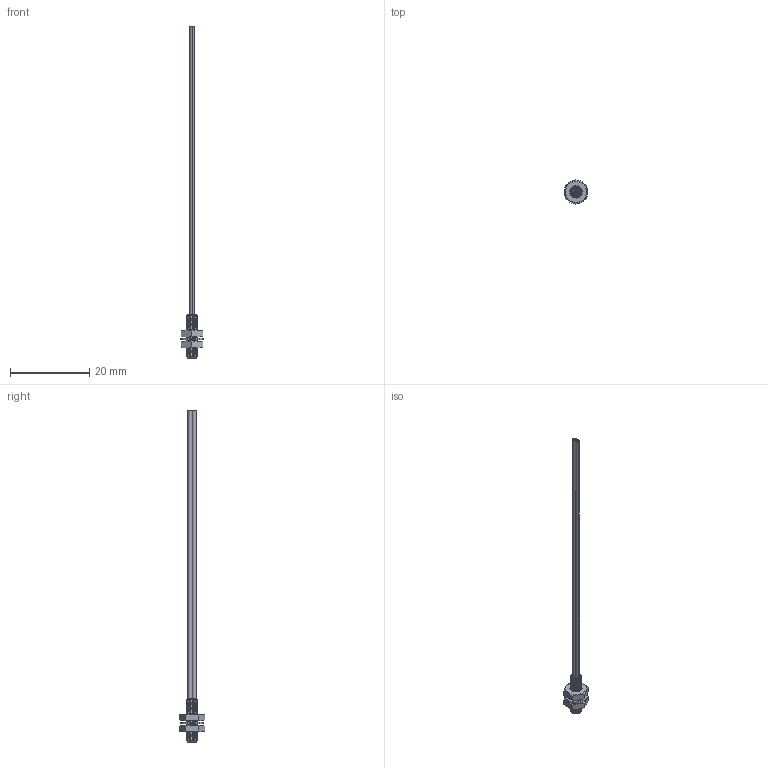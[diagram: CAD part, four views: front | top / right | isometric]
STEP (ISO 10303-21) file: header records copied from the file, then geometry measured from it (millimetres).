
FILE_DESCRIPTION((''),'2;1');
FILE_NAME('161900_ASM','2016-01-05T',('pdmadmin'),(''),'PRO/ENGINEER BY PARAMETRIC TECHNOLOGY CORPORATION, 2013230','PRO/ENGINEER BY PARAMETRIC TECHNOLOGY CORPORATION, 2013230','');
FILE_SCHEMA(('CONFIG_CONTROL_DESIGN'));
Length unit declared in the file: inch
Products named in the file (8): 41382__020X; 41382_CORE; 41382__020X_ASM; 13461; FIBER_CORE_020_X_; 08393_M3_ITLW_NI_PLATE; 08396_M3X0; 161900_ASM
Assembly tree (10 placements, depth 3):
  161900_ASM
    41382__020X_ASM
      41382__020X
      41382_CORE  x2
    13461
    FIBER_CORE_020_X_  x2
    08393_M3_ITLW_NI_PLATE
    08396_M3X0  x2
Bounding box: 5.98 x 6.35 x 83.9 mm (x, y, z)
Volume: 243.4 mm3; surface area: 1450.3 mm2
Topology: 9 solids, 9 shells, 375 faces, 823 edges, 466 vertices
Faces by surface type: cone 256, cylinder 69, plane 50
Entity records: 9815 total; most frequent: CARTESIAN_POINT 1979, DIRECTION 1811, ORIENTED_EDGE 1486, EDGE_CURVE 743, AXIS2_PLACEMENT_3D 724, VERTEX_POINT 420, CIRCLE 368, VECTOR 363
